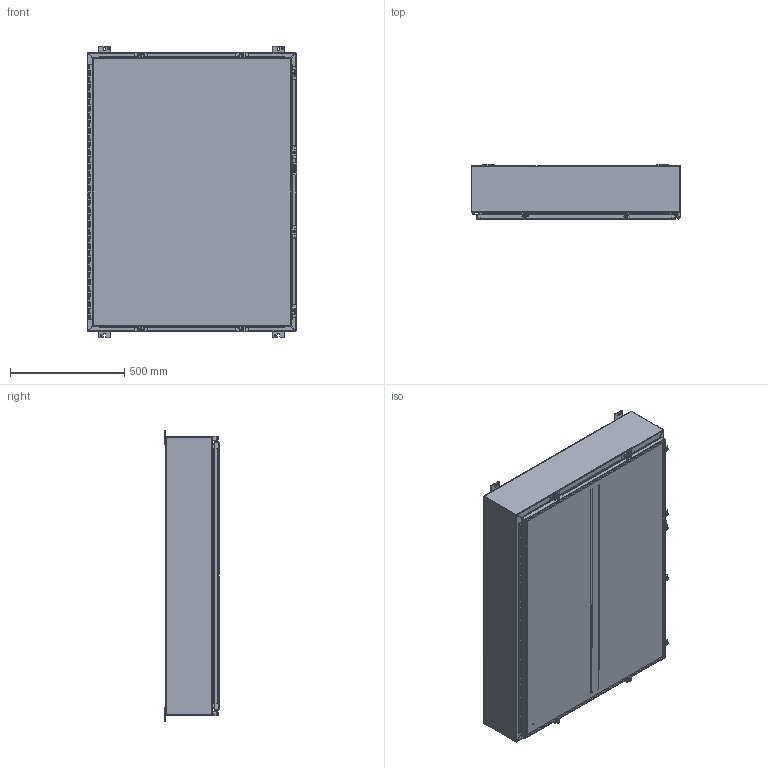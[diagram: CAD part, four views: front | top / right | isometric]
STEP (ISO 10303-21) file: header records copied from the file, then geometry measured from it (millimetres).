
FILE_DESCRIPTION (( 'STEP AP203' ), '1' );
FILE_NAME ('1418N4S8_Default.step', '2019-11-01T14:03:07', ( 'ADC123' ), ( 'Microsoft' ), 'SwSTEP 2.0', 'SolidWorks 2019', '' );
FILE_SCHEMA (( 'CONFIG_CONTROL_DESIGN' ));
Length unit declared in the file: inch
Products named in the file (1): 1418N4S8_Default
Bounding box: 917.59 x 239.7 x 1276.35 mm (x, y, z)
Volume: 9563520.4 mm3; surface area: 9792309.5 mm2
Topology: 67 solids, 68 shells, 2413 faces, 6367 edges, 4158 vertices
Faces by surface type: plane 1405, cylinder 876, bspline 106, cone 26
Entity records: 77794 total; most frequent: CARTESIAN_POINT 17257, ORIENTED_EDGE 12726, DIRECTION 12473, EDGE_CURVE 6363, LINE 4313, VECTOR 4313, VERTEX_POINT 4158, AXIS2_PLACEMENT_3D 4080
